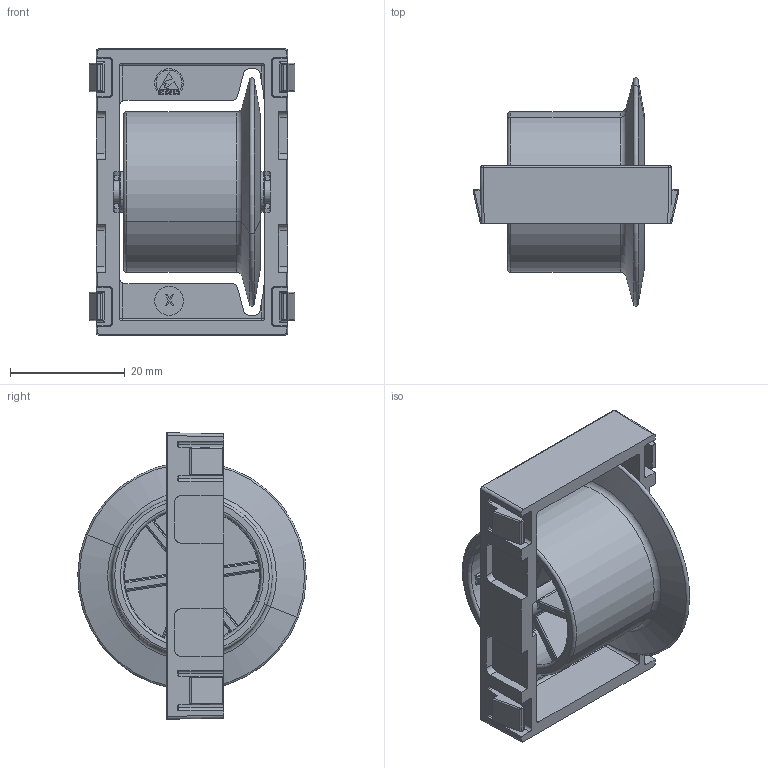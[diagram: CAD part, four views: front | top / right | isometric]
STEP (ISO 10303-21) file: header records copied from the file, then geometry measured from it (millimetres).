
FILE_DESCRIPTION (( 'STEP AP203' ), '1' );
FILE_NAME ('062AER28F74.50.STEP', '2015-09-14T12:11:25', ( 'Fath' ), ( 'Hewlett-Packard Company' ), 'SwSTEP 2.0', 'SolidWorks 2014', '' );
FILE_SCHEMA (( 'CONFIG_CONTROL_DESIGN' ));
Length unit declared in the file: millimetre
Products named in the file (4): 062RR2891_062RR28F74 grey; 062AER28F74.50; 062AER91.50_062ACR2874.50; 062AXM_d4 l32
Assembly tree (3 placements, depth 2):
  062AER28F74.50
    062AER91.50_062ACR2874.50
    062AXM_d4 l32
    062RR2891_062RR28F74 grey
Bounding box: 35.9 x 39.88 x 49.99 mm (x, y, z)
Volume: 12832.4 mm3; surface area: 14090.8 mm2
Topology: 3 solids, 3 shells, 1016 faces, 2583 edges, 1479 vertices
Faces by surface type: plane 370, cylinder 300, torus 122, bspline 120, sphere 96, cone 8
Entity records: 32308 total; most frequent: CARTESIAN_POINT 8984, ORIENTED_EDGE 4902, DIRECTION 4732, EDGE_CURVE 2451, AXIS2_PLACEMENT_3D 1707, VERTEX_POINT 1459, VECTOR 1318, LINE 1318
